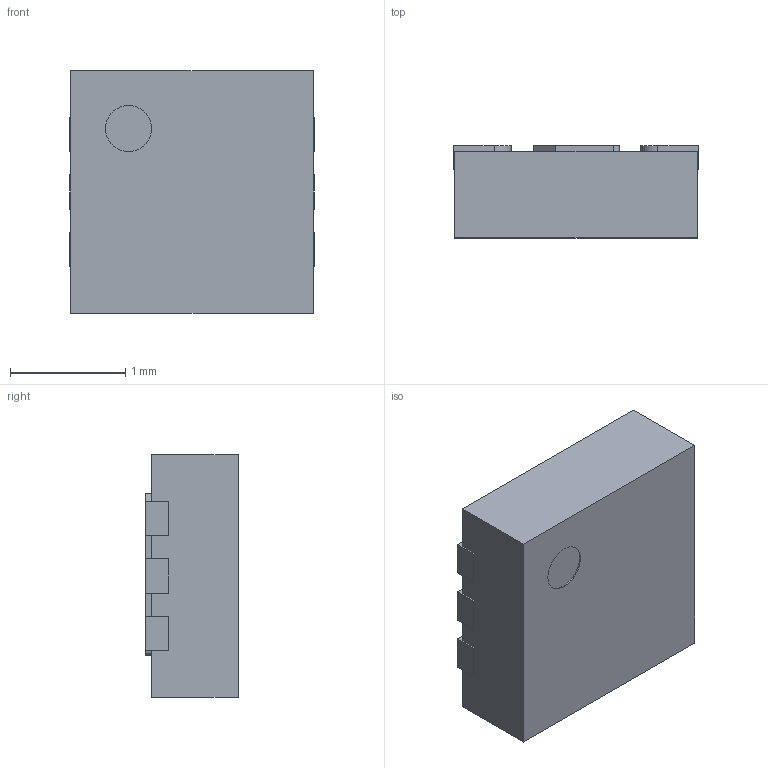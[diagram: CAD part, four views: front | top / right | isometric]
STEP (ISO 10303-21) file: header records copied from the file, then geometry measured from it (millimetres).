
FILE_DESCRIPTION (( 'STEP AP214' ), '1' );
FILE_NAME ('User Library-My-DFN-6-2x2-0.5.STEP', '2018-05-21T18:40:07', ( '' ), ( '' ), 'SwSTEP 2.0', 'SolidWorks 2018', '' );
FILE_SCHEMA (( 'AUTOMOTIVE_DESIGN' ));
Length unit declared in the file: millimetre
Products named in the file (10): User Library-My-DFN-6-2x2-0.5_13; User Library-My-DFN-6-2x2-0.5_3; User Library-My-DFN-6-2x2-0.5_12; User Library-My-DFN-6-2x2-0.5_14; User Library-My-DFN-6-2x2-0.5; User Library-My-DFN-6-2x2-0.5_TP; User Library-My-DFN-6-2x2-0.5_Body; User Library-My-DFN-6-2x2-0.5_1; User Library-My-DFN-6-2x2-0.5_2; User Library-My-DFN-6-2x2-0.5_Part 9
Assembly tree (9 placements, depth 2):
  User Library-My-DFN-6-2x2-0.5
    User Library-My-DFN-6-2x2-0.5_Part 9
    User Library-My-DFN-6-2x2-0.5_Body
    User Library-My-DFN-6-2x2-0.5_14
    User Library-My-DFN-6-2x2-0.5_13
    User Library-My-DFN-6-2x2-0.5_2
    User Library-My-DFN-6-2x2-0.5_1
    User Library-My-DFN-6-2x2-0.5_3
    User Library-My-DFN-6-2x2-0.5_12
    User Library-My-DFN-6-2x2-0.5_TP
Bounding box: 2.12 x 0.8 x 2.1 mm (x, y, z)
Surface area: 21.8 mm2
Topology: 9 solids, 9 shells, 59 faces, 120 edges, 80 vertices
Faces by surface type: plane 46, cylinder 13
Entity records: 2607 total; most frequent: DIRECTION 288, CARTESIAN_POINT 271, ORIENTED_EDGE 240, EDGE_CURVE 120, AXIS2_PLACEMENT_3D 97, LINE 94, VECTOR 94, UNCERTAINTY_MEASURE_WITH_UNIT 87
